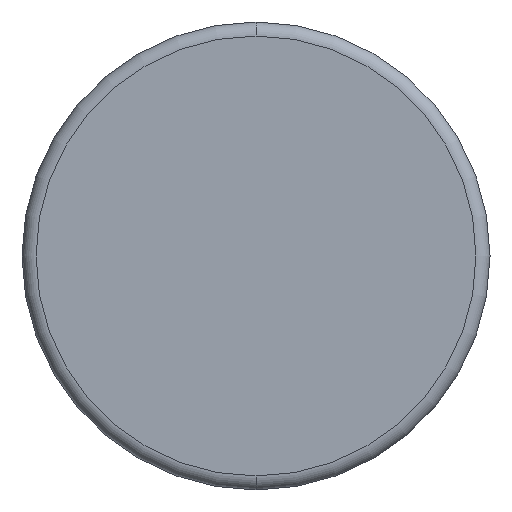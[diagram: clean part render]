
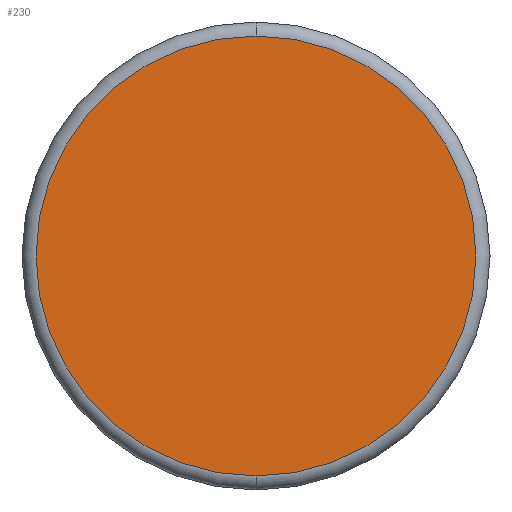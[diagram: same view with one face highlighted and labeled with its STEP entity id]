
A CAD part, front view. The second image highlights one B-rep face of the part: STEP entity #230.
In plain terms, the highlighted planar face has unit normal (0, -1, 0).
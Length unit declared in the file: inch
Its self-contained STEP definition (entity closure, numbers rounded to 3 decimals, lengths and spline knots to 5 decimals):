
#27 = VERTEX_POINT ( 'NONE', #502 ) ;
#62 = DIRECTION ( 'NONE',  ( 0., 0., -1. ) ) ;
#80 = DIRECTION ( 'NONE',  ( 0., -1., 0. ) ) ;
#82 = CARTESIAN_POINT ( 'NONE',  ( 0., 0., 0. ) ) ;
#116 = AXIS2_PLACEMENT_3D ( 'NONE', #533, #442, #62 ) ;
#120 = FACE_OUTER_BOUND ( 'NONE', #465, .T. ) ;
#170 = EDGE_CURVE ( 'NONE', #27, #481, #422, .T. ) ;
#212 = ORIENTED_EDGE ( 'NONE', *, *, #170, .T. ) ;
#217 = DIRECTION ( 'NONE',  ( 0., -1., 0. ) ) ;
#230 = ADVANCED_FACE ( 'NONE', ( #120 ), #499, .T. ) ;
#286 = CARTESIAN_POINT ( 'NONE',  ( 0., 0., 0. ) ) ;
#320 = CARTESIAN_POINT ( 'NONE',  ( 0., 0., 0.47 ) ) ;
#373 = EDGE_CURVE ( 'NONE', #481, #27, #496, .T. ) ;
#388 = DIRECTION ( 'NONE',  ( 0., 0., -1. ) ) ;
#422 = CIRCLE ( 'NONE', #116, 0.47 ) ;
#442 = DIRECTION ( 'NONE',  ( 0., -1., 0. ) ) ;
#465 = EDGE_LOOP ( 'NONE', ( #212, #530 ) ) ;
#472 = DIRECTION ( 'NONE',  ( 0., 0., -1. ) ) ;
#481 = VERTEX_POINT ( 'NONE', #320 ) ;
#483 = AXIS2_PLACEMENT_3D ( 'NONE', #82, #217, #472 ) ;
#496 = CIRCLE ( 'NONE', #483, 0.47 ) ;
#499 = PLANE ( 'NONE',  #514 ) ;
#502 = CARTESIAN_POINT ( 'NONE',  ( 0., 0., -0.47 ) ) ;
#514 = AXIS2_PLACEMENT_3D ( 'NONE', #286, #80, #388 ) ;
#530 = ORIENTED_EDGE ( 'NONE', *, *, #373, .T. ) ;
#533 = CARTESIAN_POINT ( 'NONE',  ( 0., 0., 0. ) ) ;
